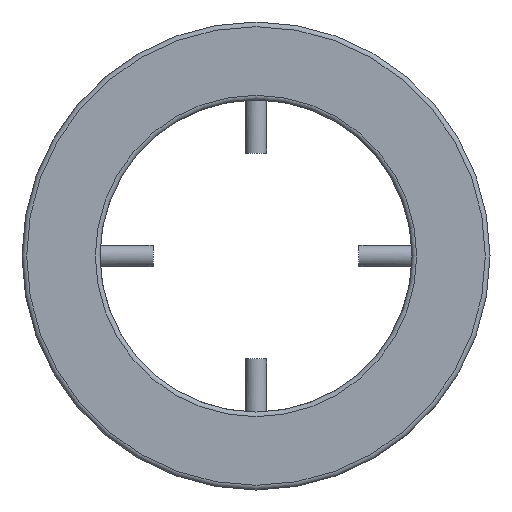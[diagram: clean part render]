
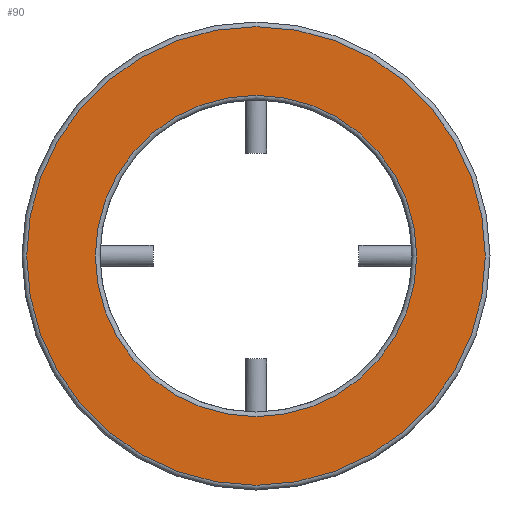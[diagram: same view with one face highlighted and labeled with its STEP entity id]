
A CAD part, left-side view. The second image highlights one B-rep face of the part: STEP entity #90.
In plain terms, the highlighted planar face has unit normal (-1, 0, 0).
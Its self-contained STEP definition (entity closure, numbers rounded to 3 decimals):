
#90 = ADVANCED_FACE( '', ( #201, #202 ), #203, .F. );
#201 = FACE_OUTER_BOUND( '', #336, .T. );
#202 = FACE_BOUND( '', #337, .T. );
#203 = PLANE( '', #338 );
#336 = EDGE_LOOP( '', ( #527 ) );
#337 = EDGE_LOOP( '', ( #528 ) );
#338 = AXIS2_PLACEMENT_3D( '', #529, #530, #531 );
#527 = ORIENTED_EDGE( '', *, *, #798, .F. );
#528 = ORIENTED_EDGE( '', *, *, #799, .T. );
#529 = CARTESIAN_POINT( '', ( 0., 0., 0. ) );
#530 = DIRECTION( '', ( 1., 0., 0. ) );
#531 = DIRECTION( '', ( 0., 0., -1. ) );
#798 = EDGE_CURVE( '', #959, #959, #960, .T. );
#799 = EDGE_CURVE( '', #961, #961, #962, .T. );
#959 = VERTEX_POINT( '', #1192 );
#960 = CIRCLE( '', #1193, 5.88 );
#961 = VERTEX_POINT( '', #1194 );
#962 = CIRCLE( '', #1195, 4.12 );
#1192 = CARTESIAN_POINT( '', ( 0., 0., -5.88 ) );
#1193 = AXIS2_PLACEMENT_3D( '', #1413, #1414, #1415 );
#1194 = CARTESIAN_POINT( '', ( 0., 0., -4.12 ) );
#1195 = AXIS2_PLACEMENT_3D( '', #1416, #1417, #1418 );
#1413 = CARTESIAN_POINT( '', ( 0., 0., 0. ) );
#1414 = DIRECTION( '', ( 1., 0., 0. ) );
#1415 = DIRECTION( '', ( 0., 0., -1. ) );
#1416 = CARTESIAN_POINT( '', ( 0., 0., 0. ) );
#1417 = DIRECTION( '', ( 1., 0., 0. ) );
#1418 = DIRECTION( '', ( 0., 0., -1. ) );
